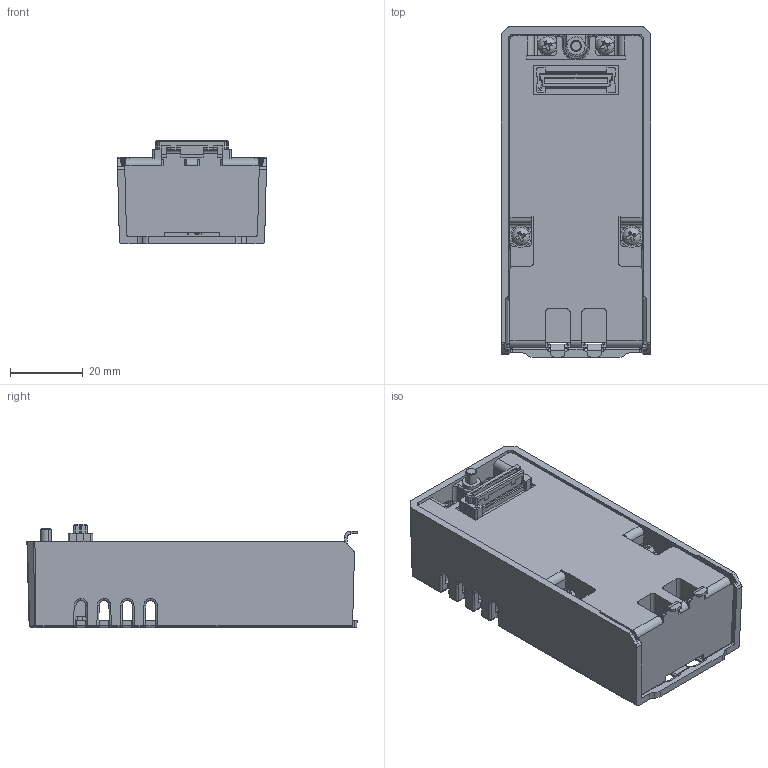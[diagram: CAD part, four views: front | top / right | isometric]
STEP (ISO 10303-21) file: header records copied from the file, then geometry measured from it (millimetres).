
FILE_DESCRIPTION (( 'STEP AP203' ), '1' );
FILE_NAME ('PLCM05.STEP', '2019-09-12T12:54:59', ( '' ), ( '' ), 'SwSTEP 2.0', 'SolidWorks 2018', '' );
FILE_SCHEMA (( 'CONFIG_CONTROL_DESIGN' ));
Length unit declared in the file: millimetre
Products named in the file (1): PLCM05
Bounding box: 41.2 x 90.95 x 28.45 mm (x, y, z)
Volume: 73188.9 mm3; surface area: 32341.6 mm2
Topology: 3 solids, 9 shells, 1900 faces, 4865 edges, 2969 vertices
Faces by surface type: plane 1099, cylinder 435, bspline 183, torus 66, sphere 62, cone 55
Entity records: 68083 total; most frequent: CARTESIAN_POINT 24211, ORIENTED_EDGE 9642, DIRECTION 8249, EDGE_CURVE 4821, LINE 3245, VECTOR 3245, VERTEX_POINT 2969, AXIS2_PLACEMENT_3D 2502
